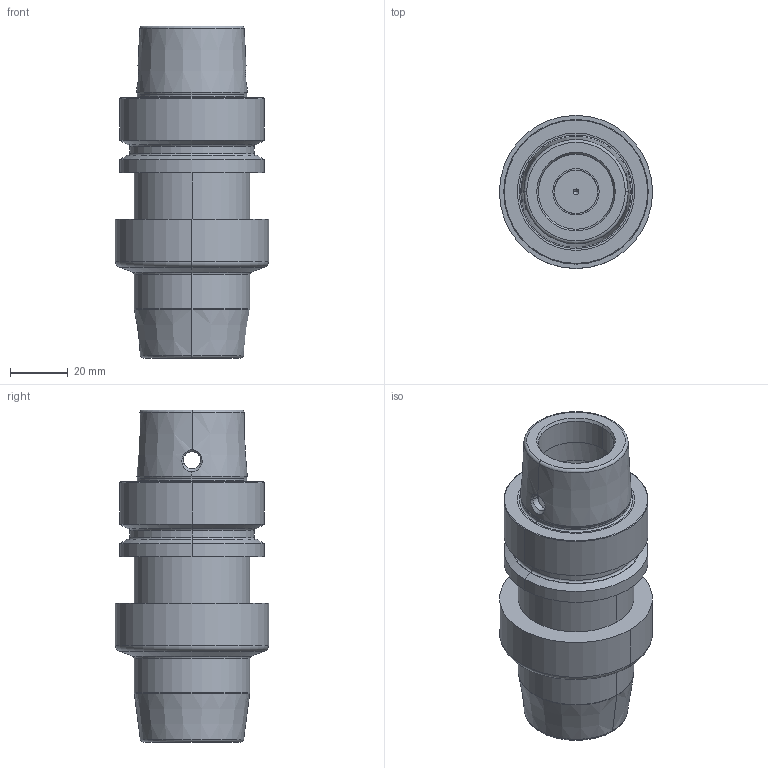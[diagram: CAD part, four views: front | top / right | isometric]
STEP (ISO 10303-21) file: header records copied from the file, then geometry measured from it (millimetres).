
FILE_DESCRIPTION((''),'2;1');
FILE_NAME('607949003-000-01-E43','2023-07-18T11:35:33',('liebchenm'),(''),'CREO PARAMETRIC BY PTC INC, 2021184','CREO PARAMETRIC BY PTC INC, 2021184','');
FILE_SCHEMA(('AP242_MANAGED_MODEL_BASED_3D_ENGINEERING_MIM_LF { 1 0 10303 442 1 1 4 }'));
Length unit declared in the file: millimetre
Products named in the file (1): 607949003-000-01-E43
Bounding box: 53 x 53 x 114.9 mm (x, y, z)
Volume: 131312.8 mm3; surface area: 28631.4 mm2
Topology: 1 solids, 2 shells, 96 faces, 215 edges, 124 vertices
Faces by surface type: cylinder 32, cone 28, torus 24, plane 12
Entity records: 4481 total; most frequent: CARTESIAN_POINT 987, DIRECTION 523, ORIENTED_EDGE 418, AXIS2_PLACEMENT_3D 226, PRESENTATION_STYLE_ASSIGNMENT 224, STYLED_ITEM 224, CURVE_STYLE 222, EDGE_CURVE 211
